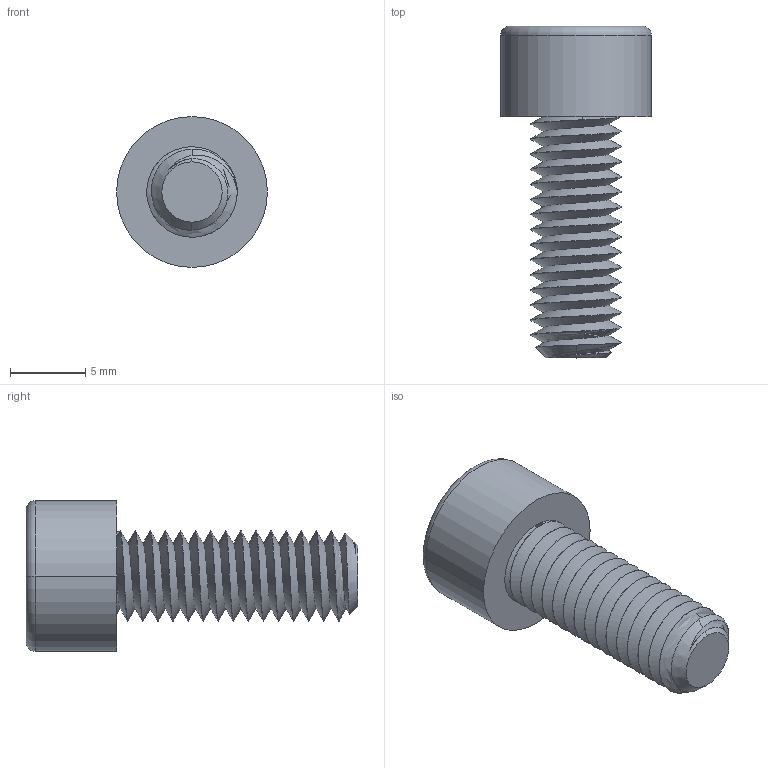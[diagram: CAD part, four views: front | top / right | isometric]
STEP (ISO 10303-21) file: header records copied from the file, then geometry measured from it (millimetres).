
FILE_DESCRIPTION (( 'STEP AP203' ), '1' );
FILE_NAME ('Vis C HC- M 6x16_Défaut_sldprt.STEP', '2017-12-12T20:33:05', ( '' ), ( '' ), 'SwSTEP 2.0', 'SolidWorks 2016', '' );
FILE_SCHEMA (( 'CONFIG_CONTROL_DESIGN' ));
Length unit declared in the file: millimetre
Products named in the file (1): Vis C HC- M 6x16_Défaut_sldprt
Bounding box: 10 x 22 x 10 mm (x, y, z)
Volume: 724.3 mm3; surface area: 905.2 mm2
Topology: 1 solids, 1 shells, 59 faces, 158 edges, 101 vertices
Faces by surface type: cylinder 33, plane 16, cone 5, bspline 3, torus 2
Entity records: 4153 total; most frequent: CARTESIAN_POINT 2810, ORIENTED_EDGE 312, DIRECTION 221, EDGE_CURVE 156, VERTEX_POINT 101, AXIS2_PLACEMENT_3D 78, LINE 65, VECTOR 65
